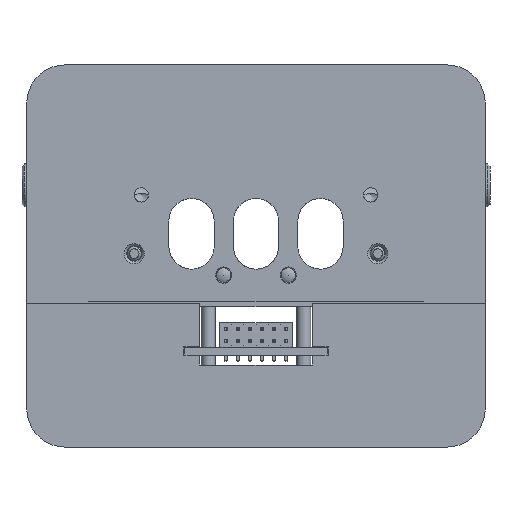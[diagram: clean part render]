
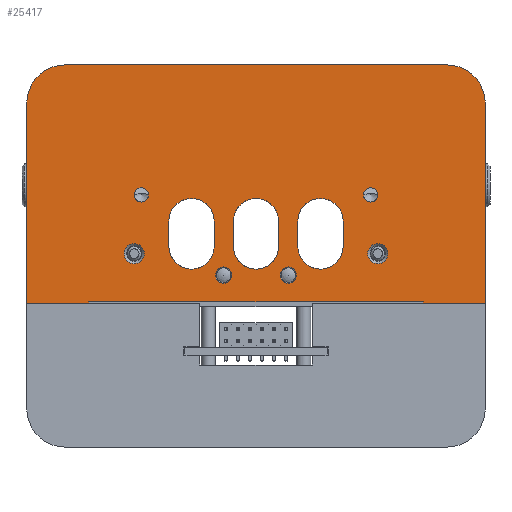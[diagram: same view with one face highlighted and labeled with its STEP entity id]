
A CAD part, front view. The second image highlights one B-rep face of the part: STEP entity #25417.
In plain terms, the highlighted planar face has unit normal (0, -1, 0).
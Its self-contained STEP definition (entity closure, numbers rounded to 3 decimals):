
#1427=PLANE('',#34274);
#1740=CIRCLE('',#34275,2.1);
#1741=CIRCLE('',#34276,2.1);
#1742=CIRCLE('',#34277,1.5);
#1743=CIRCLE('',#34278,1.5);
#1744=CIRCLE('',#34279,4.75);
#1745=CIRCLE('',#34280,4.75);
#1746=CIRCLE('',#34281,4.75);
#1747=CIRCLE('',#34282,4.75);
#1748=CIRCLE('',#34283,4.75);
#1749=CIRCLE('',#34284,4.75);
#1750=CIRCLE('',#34285,1.7);
#1751=CIRCLE('',#34286,1.7);
#1752=CIRCLE('',#34287,8.);
#1753=CIRCLE('',#34288,8.);
#4626=LINE('',#47668,#7589);
#4628=LINE('',#47673,#7591);
#4655=LINE('',#47779,#7618);
#4656=LINE('',#47784,#7619);
#4657=LINE('',#47787,#7620);
#4658=LINE('',#47792,#7621);
#4659=LINE('',#47795,#7622);
#4660=LINE('',#47800,#7623);
#4661=LINE('',#47807,#7624);
#4662=LINE('',#47809,#7625);
#4663=LINE('',#47813,#7626);
#4664=LINE('',#47817,#7627);
#4665=LINE('',#47818,#7628);
#4666=LINE('',#47820,#7629);
#7589=VECTOR('',#40448,1000.);
#7591=VECTOR('',#40452,1000.);
#7618=VECTOR('',#40537,1000.);
#7619=VECTOR('',#40540,1000.);
#7620=VECTOR('',#40543,1000.);
#7621=VECTOR('',#40546,1000.);
#7622=VECTOR('',#40549,1000.);
#7623=VECTOR('',#40552,1000.);
#7624=VECTOR('',#40559,1000.);
#7625=VECTOR('',#40560,1000.);
#7626=VECTOR('',#40563,1000.);
#7627=VECTOR('',#40566,1000.);
#7628=VECTOR('',#40567,1000.);
#7629=VECTOR('',#40568,1000.);
#13898=ORIENTED_EDGE('',*,*,#17637,.T.);
#13899=ORIENTED_EDGE('',*,*,#17638,.T.);
#13900=ORIENTED_EDGE('',*,*,#17639,.T.);
#13901=ORIENTED_EDGE('',*,*,#17640,.T.);
#13902=ORIENTED_EDGE('',*,*,#17641,.T.);
#13903=ORIENTED_EDGE('',*,*,#17642,.T.);
#13904=ORIENTED_EDGE('',*,*,#17643,.T.);
#13905=ORIENTED_EDGE('',*,*,#17644,.T.);
#13906=ORIENTED_EDGE('',*,*,#17645,.T.);
#13907=ORIENTED_EDGE('',*,*,#17646,.T.);
#13908=ORIENTED_EDGE('',*,*,#17647,.T.);
#13909=ORIENTED_EDGE('',*,*,#17648,.T.);
#13910=ORIENTED_EDGE('',*,*,#17649,.T.);
#13911=ORIENTED_EDGE('',*,*,#17650,.T.);
#13912=ORIENTED_EDGE('',*,*,#17651,.T.);
#13913=ORIENTED_EDGE('',*,*,#17652,.T.);
#13914=ORIENTED_EDGE('',*,*,#17653,.T.);
#13915=ORIENTED_EDGE('',*,*,#17654,.T.);
#13916=ORIENTED_EDGE('',*,*,#17655,.T.);
#13917=ORIENTED_EDGE('',*,*,#17586,.F.);
#13918=ORIENTED_EDGE('',*,*,#17656,.F.);
#13919=ORIENTED_EDGE('',*,*,#17657,.T.);
#13920=ORIENTED_EDGE('',*,*,#17658,.T.);
#13921=ORIENTED_EDGE('',*,*,#17659,.T.);
#13922=ORIENTED_EDGE('',*,*,#17660,.T.);
#13923=ORIENTED_EDGE('',*,*,#17588,.F.);
#13924=ORIENTED_EDGE('',*,*,#17661,.F.);
#13925=ORIENTED_EDGE('',*,*,#17662,.T.);
#17586=EDGE_CURVE('',#19948,#19945,#4626,.T.);
#17588=EDGE_CURVE('',#19950,#19951,#4628,.T.);
#17637=EDGE_CURVE('',#19997,#19997,#1740,.T.);
#17638=EDGE_CURVE('',#19998,#19998,#1741,.T.);
#17639=EDGE_CURVE('',#19999,#19999,#1742,.T.);
#17640=EDGE_CURVE('',#20000,#20000,#1743,.T.);
#17641=EDGE_CURVE('',#20001,#20002,#4655,.T.);
#17642=EDGE_CURVE('',#20002,#20003,#1744,.T.);
#17643=EDGE_CURVE('',#20003,#20004,#4656,.T.);
#17644=EDGE_CURVE('',#20004,#20001,#1745,.T.);
#17645=EDGE_CURVE('',#20005,#20006,#4657,.T.);
#17646=EDGE_CURVE('',#20006,#20007,#1746,.T.);
#17647=EDGE_CURVE('',#20007,#20008,#4658,.T.);
#17648=EDGE_CURVE('',#20008,#20005,#1747,.T.);
#17649=EDGE_CURVE('',#20009,#20010,#4659,.T.);
#17650=EDGE_CURVE('',#20010,#20011,#1748,.T.);
#17651=EDGE_CURVE('',#20011,#20012,#4660,.T.);
#17652=EDGE_CURVE('',#20012,#20009,#1749,.T.);
#17653=EDGE_CURVE('',#20013,#20013,#1750,.T.);
#17654=EDGE_CURVE('',#20014,#20014,#1751,.T.);
#17655=EDGE_CURVE('',#20015,#19945,#4661,.T.);
#17656=EDGE_CURVE('',#20016,#19948,#4662,.T.);
#17657=EDGE_CURVE('',#20016,#20017,#1752,.F.);
#17658=EDGE_CURVE('',#20017,#20018,#4663,.T.);
#17659=EDGE_CURVE('',#20018,#20019,#1753,.F.);
#17660=EDGE_CURVE('',#20019,#19951,#4664,.T.);
#17661=EDGE_CURVE('',#20020,#19950,#4665,.T.);
#17662=EDGE_CURVE('',#20020,#20015,#4666,.T.);
#19945=VERTEX_POINT('',#47662);
#19948=VERTEX_POINT('',#47667);
#19950=VERTEX_POINT('',#47672);
#19951=VERTEX_POINT('',#47674);
#19997=VERTEX_POINT('',#47772);
#19998=VERTEX_POINT('',#47774);
#19999=VERTEX_POINT('',#47776);
#20000=VERTEX_POINT('',#47778);
#20001=VERTEX_POINT('',#47780);
#20002=VERTEX_POINT('',#47781);
#20003=VERTEX_POINT('',#47783);
#20004=VERTEX_POINT('',#47785);
#20005=VERTEX_POINT('',#47788);
#20006=VERTEX_POINT('',#47789);
#20007=VERTEX_POINT('',#47791);
#20008=VERTEX_POINT('',#47793);
#20009=VERTEX_POINT('',#47796);
#20010=VERTEX_POINT('',#47797);
#20011=VERTEX_POINT('',#47799);
#20012=VERTEX_POINT('',#47801);
#20013=VERTEX_POINT('',#47804);
#20014=VERTEX_POINT('',#47806);
#20015=VERTEX_POINT('',#47808);
#20016=VERTEX_POINT('',#47810);
#20017=VERTEX_POINT('',#47812);
#20018=VERTEX_POINT('',#47814);
#20019=VERTEX_POINT('',#47816);
#20020=VERTEX_POINT('',#47819);
#21846=EDGE_LOOP('',(#13898));
#21847=EDGE_LOOP('',(#13899));
#21848=EDGE_LOOP('',(#13900));
#21849=EDGE_LOOP('',(#13901));
#21850=EDGE_LOOP('',(#13902,#13903,#13904,#13905));
#21851=EDGE_LOOP('',(#13906,#13907,#13908,#13909));
#21852=EDGE_LOOP('',(#13910,#13911,#13912,#13913));
#21853=EDGE_LOOP('',(#13914));
#21854=EDGE_LOOP('',(#13915));
#21855=EDGE_LOOP('',(#13916,#13917,#13918,#13919,#13920,#13921,#13922,#13923,
#13924,#13925));
#23705=FACE_BOUND('',#21846,.T.);
#23706=FACE_BOUND('',#21847,.T.);
#23707=FACE_BOUND('',#21848,.T.);
#23708=FACE_BOUND('',#21849,.T.);
#23709=FACE_BOUND('',#21850,.T.);
#23710=FACE_BOUND('',#21851,.T.);
#23711=FACE_BOUND('',#21852,.T.);
#23712=FACE_BOUND('',#21853,.T.);
#23713=FACE_BOUND('',#21854,.T.);
#23714=FACE_BOUND('',#21855,.T.);
#25417=ADVANCED_FACE('',(#23705,#23706,#23707,#23708,#23709,#23710,#23711,
#23712,#23713,#23714),#1427,.F.);
#34274=AXIS2_PLACEMENT_3D('',#47770,#40527,#40528);
#34275=AXIS2_PLACEMENT_3D('',#47771,#40529,#40530);
#34276=AXIS2_PLACEMENT_3D('',#47773,#40531,#40532);
#34277=AXIS2_PLACEMENT_3D('',#47775,#40533,#40534);
#34278=AXIS2_PLACEMENT_3D('',#47777,#40535,#40536);
#34279=AXIS2_PLACEMENT_3D('',#47782,#40538,#40539);
#34280=AXIS2_PLACEMENT_3D('',#47786,#40541,#40542);
#34281=AXIS2_PLACEMENT_3D('',#47790,#40544,#40545);
#34282=AXIS2_PLACEMENT_3D('',#47794,#40547,#40548);
#34283=AXIS2_PLACEMENT_3D('',#47798,#40550,#40551);
#34284=AXIS2_PLACEMENT_3D('',#47802,#40553,#40554);
#34285=AXIS2_PLACEMENT_3D('',#47803,#40555,#40556);
#34286=AXIS2_PLACEMENT_3D('',#47805,#40557,#40558);
#34287=AXIS2_PLACEMENT_3D('',#47811,#40561,#40562);
#34288=AXIS2_PLACEMENT_3D('',#47815,#40564,#40565);
#40448=DIRECTION('',(-1.,0.,0.));
#40452=DIRECTION('',(-1.,0.,0.));
#40527=DIRECTION('',(0.,1.,0.));
#40528=DIRECTION('',(0.,0.,1.));
#40529=DIRECTION('',(0.,1.,0.));
#40530=DIRECTION('',(-1.,0.,0.));
#40531=DIRECTION('',(0.,1.,0.));
#40532=DIRECTION('',(-1.,0.,0.));
#40533=DIRECTION('',(0.,1.,0.));
#40534=DIRECTION('',(0.,0.,-1.));
#40535=DIRECTION('',(0.,1.,0.));
#40536=DIRECTION('',(0.,0.,-1.));
#40537=DIRECTION('',(0.,0.,-1.));
#40538=DIRECTION('',(0.,1.,0.));
#40539=DIRECTION('',(0.,0.,-1.));
#40540=DIRECTION('',(0.,0.,1.));
#40541=DIRECTION('',(0.,1.,0.));
#40542=DIRECTION('',(-1.,0.,0.));
#40543=DIRECTION('',(0.,0.,-1.));
#40544=DIRECTION('',(0.,1.,0.));
#40545=DIRECTION('',(0.,0.,-1.));
#40546=DIRECTION('',(0.,0.,1.));
#40547=DIRECTION('',(0.,1.,0.));
#40548=DIRECTION('',(-1.,0.,0.));
#40549=DIRECTION('',(0.,0.,-1.));
#40550=DIRECTION('',(0.,1.,0.));
#40551=DIRECTION('',(0.,0.,-1.));
#40552=DIRECTION('',(0.,0.,1.));
#40553=DIRECTION('',(0.,1.,0.));
#40554=DIRECTION('',(-1.,0.,0.));
#40555=DIRECTION('',(0.,1.,0.));
#40556=DIRECTION('',(1.,0.,0.));
#40557=DIRECTION('',(0.,1.,0.));
#40558=DIRECTION('',(1.,0.,0.));
#40559=DIRECTION('',(0.,0.,-1.));
#40560=DIRECTION('',(0.,0.,-1.));
#40561=DIRECTION('',(0.,1.,0.));
#40562=DIRECTION('',(0.,0.,1.));
#40563=DIRECTION('',(-1.,0.,0.));
#40564=DIRECTION('',(0.,1.,0.));
#40565=DIRECTION('',(0.,0.,1.));
#40566=DIRECTION('',(0.,0.,-1.));
#40567=DIRECTION('',(0.,0.,-1.));
#40568=DIRECTION('',(1.,0.,0.));
#47662=CARTESIAN_POINT('',(35.,-12.5,-25.));
#47667=CARTESIAN_POINT('',(48.,-12.5,-25.));
#47668=CARTESIAN_POINT('',(48.,-12.5,-25.));
#47672=CARTESIAN_POINT('',(-35.,-12.5,-25.));
#47673=CARTESIAN_POINT('',(48.,-12.5,-25.));
#47674=CARTESIAN_POINT('',(-48.,-12.5,-25.));
#47770=CARTESIAN_POINT('',(48.,-12.5,25.));
#47771=CARTESIAN_POINT('',(-25.5,-12.5,-14.5));
#47772=CARTESIAN_POINT('',(-27.6,-12.5,-14.5));
#47773=CARTESIAN_POINT('',(25.5,-12.5,-14.5));
#47774=CARTESIAN_POINT('',(23.4,-12.5,-14.5));
#47775=CARTESIAN_POINT('',(-24.,-12.5,-2.2));
#47776=CARTESIAN_POINT('',(-24.,-12.5,-3.7));
#47777=CARTESIAN_POINT('',(24.,-12.5,-2.2));
#47778=CARTESIAN_POINT('',(24.,-12.5,-3.7));
#47779=CARTESIAN_POINT('',(-8.75,-12.5,-13.));
#47780=CARTESIAN_POINT('',(-8.75,-12.5,-7.7));
#47781=CARTESIAN_POINT('',(-8.75,-12.5,-13.));
#47782=CARTESIAN_POINT('',(-13.5,-12.5,-13.));
#47783=CARTESIAN_POINT('',(-18.25,-12.5,-13.));
#47784=CARTESIAN_POINT('',(-18.25,-12.5,-13.));
#47785=CARTESIAN_POINT('',(-18.25,-12.5,-7.7));
#47786=CARTESIAN_POINT('',(-13.5,-12.5,-7.7));
#47787=CARTESIAN_POINT('',(18.25,-12.5,-13.));
#47788=CARTESIAN_POINT('',(18.25,-12.5,-7.7));
#47789=CARTESIAN_POINT('',(18.25,-12.5,-13.));
#47790=CARTESIAN_POINT('',(13.5,-12.5,-13.));
#47791=CARTESIAN_POINT('',(8.75,-12.5,-13.));
#47792=CARTESIAN_POINT('',(8.75,-12.5,-13.));
#47793=CARTESIAN_POINT('',(8.75,-12.5,-7.7));
#47794=CARTESIAN_POINT('',(13.5,-12.5,-7.7));
#47795=CARTESIAN_POINT('',(4.75,-12.5,-13.));
#47796=CARTESIAN_POINT('',(4.75,-12.5,-7.7));
#47797=CARTESIAN_POINT('',(4.75,-12.5,-13.));
#47798=CARTESIAN_POINT('',(0.,-12.5,-13.));
#47799=CARTESIAN_POINT('',(-4.75,-12.5,-13.));
#47800=CARTESIAN_POINT('',(-4.75,-12.5,-13.));
#47801=CARTESIAN_POINT('',(-4.75,-12.5,-7.7));
#47802=CARTESIAN_POINT('',(0.,-12.5,-7.7));
#47803=CARTESIAN_POINT('',(-6.75,-12.5,-19.));
#47804=CARTESIAN_POINT('',(-5.05,-12.5,-19.));
#47805=CARTESIAN_POINT('',(6.75,-12.5,-19.));
#47806=CARTESIAN_POINT('',(8.45,-12.5,-19.));
#47807=CARTESIAN_POINT('',(35.,-12.5,-24.6));
#47808=CARTESIAN_POINT('',(35.,-12.5,-24.6));
#47809=CARTESIAN_POINT('',(48.,-12.5,25.));
#47810=CARTESIAN_POINT('',(48.,-12.5,17.));
#47811=CARTESIAN_POINT('',(40.,-12.5,17.));
#47812=CARTESIAN_POINT('',(40.,-12.5,25.));
#47813=CARTESIAN_POINT('',(48.,-12.5,25.));
#47814=CARTESIAN_POINT('',(-40.,-12.5,25.));
#47815=CARTESIAN_POINT('',(-40.,-12.5,17.));
#47816=CARTESIAN_POINT('',(-48.,-12.5,17.));
#47817=CARTESIAN_POINT('',(-48.,-12.5,25.));
#47818=CARTESIAN_POINT('',(-35.,-12.5,-24.6));
#47819=CARTESIAN_POINT('',(-35.,-12.5,-24.6));
#47820=CARTESIAN_POINT('',(-35.,-12.5,-24.6));
